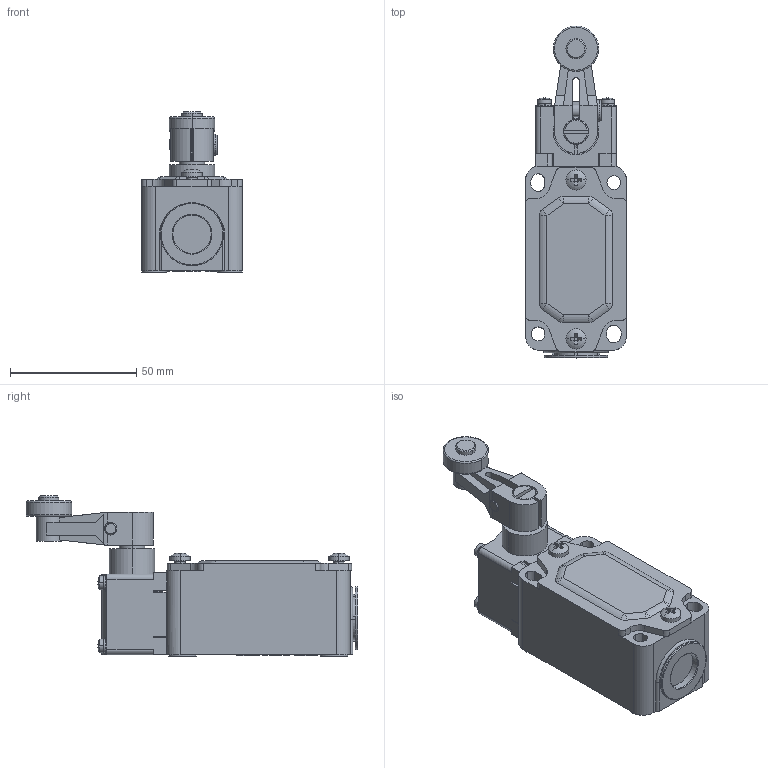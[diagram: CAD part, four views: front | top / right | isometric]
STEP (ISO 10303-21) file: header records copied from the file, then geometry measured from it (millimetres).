
FILE_DESCRIPTION((''),'2;1');
FILE_NAME('123','2024-06-07T',('qinxiong.ji'),(''),'PRO/ENGINEER BY PARAMETRIC TECHNOLOGY CORPORATION, 2015440','PRO/ENGINEER BY PARAMETRIC TECHNOLOGY CORPORATION, 2015440','');
FILE_SCHEMA(('CONFIG_CONTROL_DESIGN'));
Length unit declared in the file: millimetre
Products named in the file (1): 123
Bounding box: 40 x 131.5 x 63.46 mm (x, y, z)
Volume: 115327.8 mm3; surface area: 38998.2 mm2
Topology: 1 solids, 2 shells, 1032 faces, 2863 edges, 1825 vertices
Faces by surface type: plane 772, cylinder 177, torus 23, sphere 22, cone 21, extrusion 13, bspline 4
Entity records: 34207 total; most frequent: CARTESIAN_POINT 7431, ORIENTED_EDGE 5714, DIRECTION 5434, EDGE_CURVE 2857, VECTOR 2094, LINE 2081, VERTEX_POINT 1825, AXIS2_PLACEMENT_3D 1670
